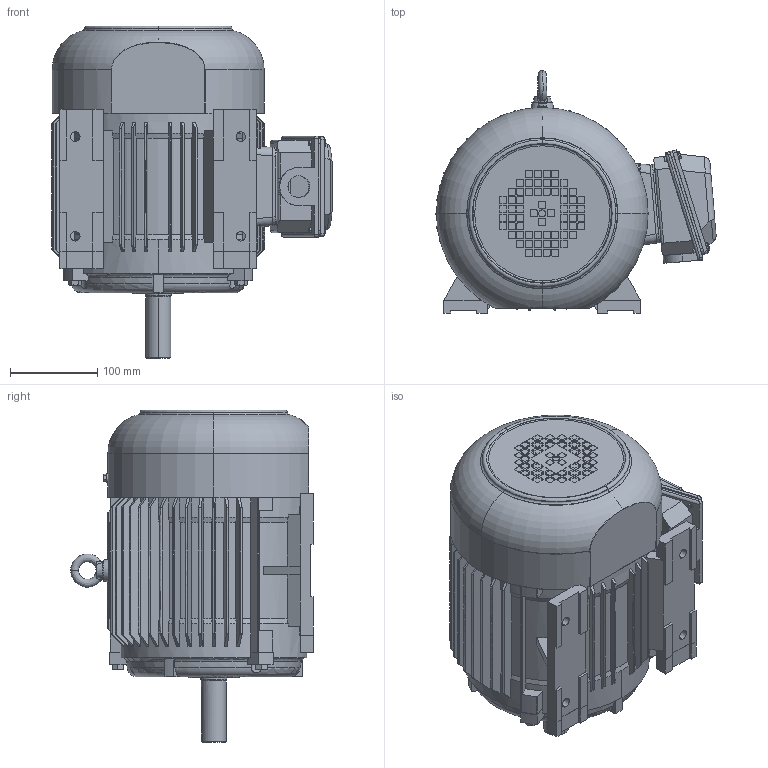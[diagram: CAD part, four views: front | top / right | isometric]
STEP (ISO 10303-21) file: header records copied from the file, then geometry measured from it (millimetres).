
FILE_DESCRIPTION (( 'STEP AP214' ), '1' );
FILE_NAME ('PEWWE-182T.STEP', '2018-07-16T23:01:56', ( '' ), ( '' ), 'SwSTEP 2.0', 'SolidWorks 2017', '' );
FILE_SCHEMA (( 'AUTOMOTIVE_DESIGN' ));
Length unit declared in the file: inch
Products named in the file (1): PEWWE-182T
Bounding box: 321.5 x 278.4 x 380.97 mm (x, y, z)
Volume: 8272971.2 mm3; surface area: 866363 mm2
Topology: 17 solids, 24 shells, 1658 faces, 4518 edges, 2977 vertices
Faces by surface type: plane 766, cylinder 568, cone 219, bspline 54, torus 51
Entity records: 63087 total; most frequent: CARTESIAN_POINT 21129, ORIENTED_EDGE 9020, DIRECTION 8398, EDGE_CURVE 4510, AXIS2_PLACEMENT_3D 2999, VERTEX_POINT 2977, VECTOR 2400, LINE 2400
